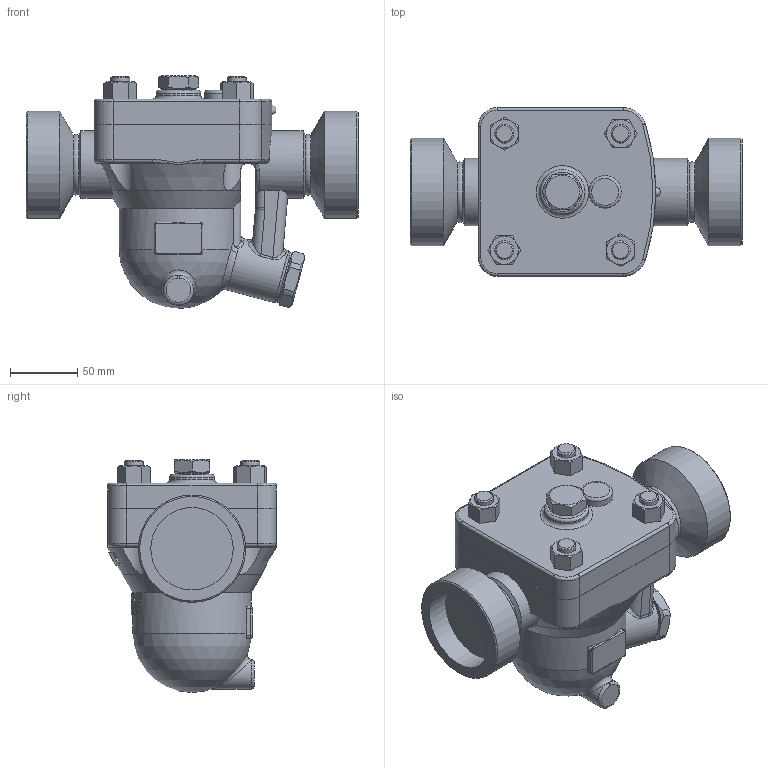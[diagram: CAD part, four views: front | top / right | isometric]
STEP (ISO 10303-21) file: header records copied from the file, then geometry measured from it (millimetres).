
FILE_DESCRIPTION((''),'2;1');
FILE_NAME('j5shp-050-sw000-00.stp','2010-09-24T16:01:18',('nakaot'),(''),'Autodesk Inventor 2008','Autodesk Inventor 2008','');
FILE_SCHEMA(('AUTOMOTIVE_DESIGN { 1 0 10303 214 1 1 1 1 }'));
Length unit declared in the file: millimetre
Products named in the file (1): j5shp-050-sw000-00
Bounding box: 246 x 125 x 172.6 mm (x, y, z)
Volume: 1844486.6 mm3; surface area: 164008.2 mm2
Topology: 1 solids, 1 shells, 310 faces, 750 edges, 469 vertices
Faces by surface type: plane 110, cylinder 73, bspline 59, cone 47, torus 19, sphere 2
Full cylindrical faces by diameter (mm): 14 x8, 21 x1, 24 x1, 33 x1, 38 x1, 40 x1, 50 x2, 61.1 x1, 79.5 x1, 80 x1
Entity records: 18337 total; most frequent: CARTESIAN_POINT 11821, ORIENTED_EDGE 1372, DIRECTION 1250, EDGE_CURVE 686, AXIS2_PLACEMENT_3D 524, VERTEX_POINT 456, EDGE_LOOP 398, FACE_OUTER_BOUND 310
